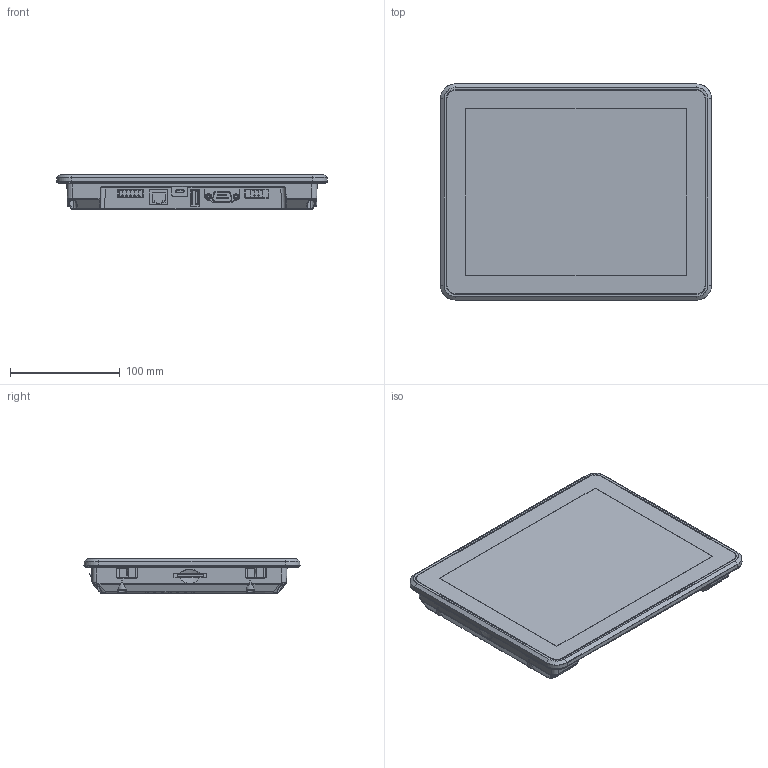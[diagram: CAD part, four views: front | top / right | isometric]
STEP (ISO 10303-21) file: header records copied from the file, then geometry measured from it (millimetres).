
FILE_DESCRIPTION (( 'STEP AP214' ), '1' );
FILE_NAME ('ETÑ-A8TS-HSSE-S-097_Ïàíåëü îïåðàòîðà åìêîñòíàÿ ETÑ 9,7” ïëàñòèêîâûé êîðïóñ ONI.STEP', '2018-09-25T13:47:52', ( '' ), ( '' ), 'SwSTEP 2.0', 'SolidWorks 2014', '' );
FILE_SCHEMA (( 'AUTOMOTIVE_DESIGN' ));
Length unit declared in the file: millimetre
Products named in the file (1): ETÑ-A8TS-HSSE-S-097_Ïàíåëü îïåðàòîðà åìêîñòíàÿ ETÑ 9,7” ïëàñòèêîâûé êîðïóñ ONI
Bounding box: 247.05 x 197.05 x 31.5 mm (x, y, z)
Surface area: 253217.9 mm2 (no closed solid volume)
Topology: 0 solids, 34 shells, 761 faces, 2756 edges, 1994 vertices
Faces by surface type: plane 329, cylinder 174, bspline 156, cone 102
Entity records: 54762 total; most frequent: CARTESIAN_POINT 26017, ORIENTED_EDGE 4399, DIRECTION 3337, EDGE_CURVE 2755, VERTEX_POINT 1994, LINE 1367, VECTOR 1367, AXIS2_PLACEMENT_3D 985
